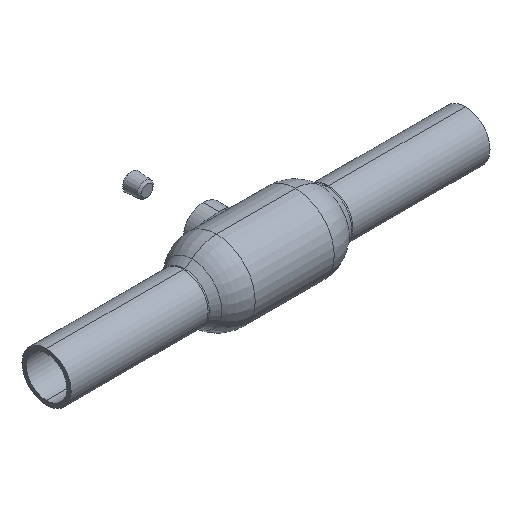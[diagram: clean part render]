
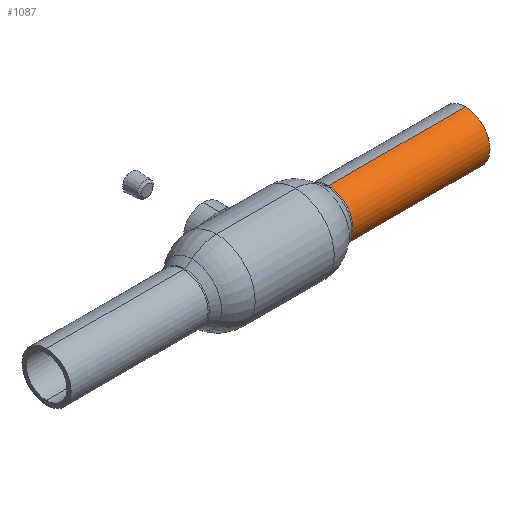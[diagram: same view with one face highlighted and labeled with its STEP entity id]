
A CAD part, isometric view. The second image highlights one B-rep face of the part: STEP entity #1087.
In plain terms, the highlighted cylindrical face has radius 13.45 mm (diameter 26.9 mm), a partial arc.
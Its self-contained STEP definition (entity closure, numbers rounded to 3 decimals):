
#51 = CYLINDRICAL_SURFACE ( 'NONE', #137, 13.45 ) ;
#135 = DIRECTION ( 'NONE',  ( 1., 0., 0. ) ) ;
#136 = CARTESIAN_POINT ( 'NONE',  ( 125.219, 0., 0. ) ) ;
#137 = AXIS2_PLACEMENT_3D ( 'NONE', #136, #135, #4006 ) ;
#149 = FACE_OUTER_BOUND ( 'NONE', #921, .T. ) ;
#860 = ORIENTED_EDGE ( 'NONE', *, *, #861, .F. ) ;
#861 = EDGE_CURVE ( 'NONE', #862, #981, #3519, .T. ) ;
#862 = VERTEX_POINT ( 'NONE', #3514 ) ;
#886 = ORIENTED_EDGE ( 'NONE', *, *, #887, .F. ) ;
#887 = EDGE_CURVE ( 'NONE', #977, #862, #3743, .T. ) ;
#921 = EDGE_LOOP ( 'NONE', ( #1088, #978, #979, #860, #886 ) ) ;
#927 = EDGE_CURVE ( 'NONE', #928, #995, #3664, .T. ) ;
#928 = VERTEX_POINT ( 'NONE', #3659 ) ;
#976 = EDGE_CURVE ( 'NONE', #977, #928, #3836, .T. ) ;
#977 = VERTEX_POINT ( 'NONE', #3831 ) ;
#978 = ORIENTED_EDGE ( 'NONE', *, *, #927, .T. ) ;
#979 = ORIENTED_EDGE ( 'NONE', *, *, #980, .T. ) ;
#980 = EDGE_CURVE ( 'NONE', #995, #981, #3830, .T. ) ;
#981 = VERTEX_POINT ( 'NONE', #3826 ) ;
#995 = VERTEX_POINT ( 'NONE', #3911 ) ;
#1087 = ADVANCED_FACE ( 'NONE', ( #149 ), #51, .T. ) ;
#1088 = ORIENTED_EDGE ( 'NONE', *, *, #976, .T. ) ;
#3514 = CARTESIAN_POINT ( 'NONE',  ( 114.686, 0., 13.45 ) ) ;
#3515 = DIRECTION ( 'NONE',  ( 0., 0., 1. ) ) ;
#3516 = DIRECTION ( 'NONE',  ( 1., 0., 0. ) ) ;
#3517 = CARTESIAN_POINT ( 'NONE',  ( 114.686, 0., 0. ) ) ;
#3518 = AXIS2_PLACEMENT_3D ( 'NONE', #3517, #3516, #3515 ) ;
#3519 = CIRCLE ( 'NONE', #3518, 13.45 ) ;
#3659 = CARTESIAN_POINT ( 'NONE',  ( 39.686, -13.45, 0. ) ) ;
#3660 = DIRECTION ( 'NONE',  ( 0., 0., 1. ) ) ;
#3661 = DIRECTION ( 'NONE',  ( 1., 0., 0. ) ) ;
#3662 = CARTESIAN_POINT ( 'NONE',  ( 39.686, 0., 0. ) ) ;
#3663 = AXIS2_PLACEMENT_3D ( 'NONE', #3662, #3661, #3660 ) ;
#3664 = CIRCLE ( 'NONE', #3663, 13.45 ) ;
#3740 = DIRECTION ( 'NONE',  ( 1., 0., 0. ) ) ;
#3741 = VECTOR ( 'NONE', #3740, 1000. ) ;
#3742 = CARTESIAN_POINT ( 'NONE',  ( 125.219, 0., 13.45 ) ) ;
#3743 = LINE ( 'NONE', #3742, #3741 ) ;
#3826 = CARTESIAN_POINT ( 'NONE',  ( 114.686, 0., -13.45 ) ) ;
#3827 = DIRECTION ( 'NONE',  ( 1., 0., 0. ) ) ;
#3828 = VECTOR ( 'NONE', #3827, 1000. ) ;
#3829 = CARTESIAN_POINT ( 'NONE',  ( 125.219, 0., -13.45 ) ) ;
#3830 = LINE ( 'NONE', #3829, #3828 ) ;
#3831 = CARTESIAN_POINT ( 'NONE',  ( 39.686, 0., 13.45 ) ) ;
#3832 = DIRECTION ( 'NONE',  ( 0., 0., 1. ) ) ;
#3833 = DIRECTION ( 'NONE',  ( 1., 0., 0. ) ) ;
#3834 = CARTESIAN_POINT ( 'NONE',  ( 39.686, 0., 0. ) ) ;
#3835 = AXIS2_PLACEMENT_3D ( 'NONE', #3834, #3833, #3832 ) ;
#3836 = CIRCLE ( 'NONE', #3835, 13.45 ) ;
#3911 = CARTESIAN_POINT ( 'NONE',  ( 39.686, 0., -13.45 ) ) ;
#4006 = DIRECTION ( 'NONE',  ( 0., 0., 1. ) ) ;
